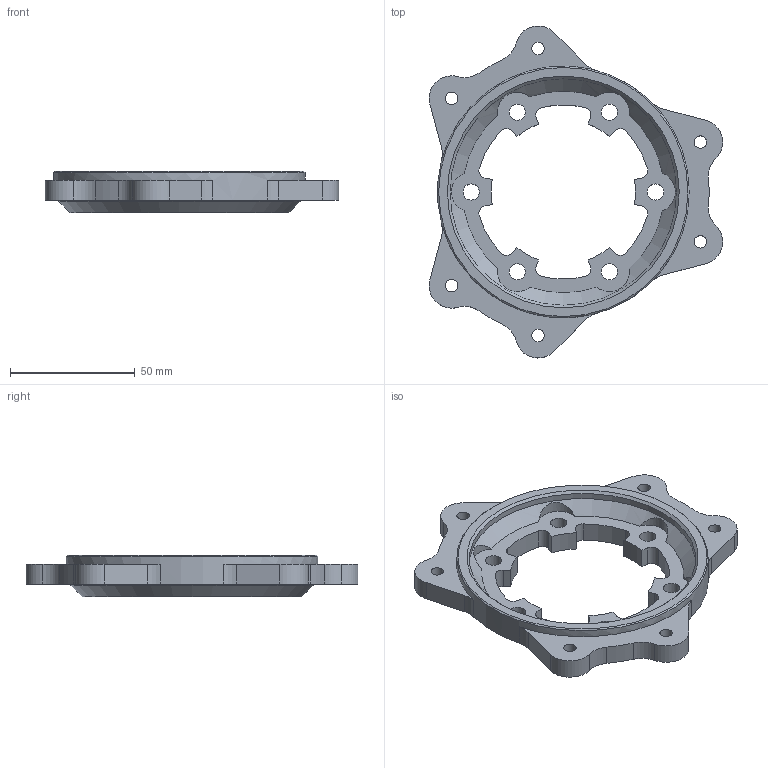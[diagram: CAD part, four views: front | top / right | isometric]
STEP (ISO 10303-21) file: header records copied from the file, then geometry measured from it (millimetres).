
FILE_DESCRIPTION(('STEP AP214'),'1');
FILE_NAME('Roue00008.step','2018-01-07T10:37:09',(' '),(' '),'Spatial InterOp 3D',' ',' ');
FILE_SCHEMA(('automotive_design'));
Length unit declared in the file: millimetre
Products named in the file (1): Adaptateur
Bounding box: 117.77 x 133.22 x 16.5 mm (x, y, z)
Volume: 63875.4 mm3; surface area: 23973.2 mm2
Topology: 1 solids, 1 shells, 95 faces, 280 edges, 189 vertices
Faces by surface type: cylinder 65, plane 25, cone 4, torus 1
Full cylindrical faces by diameter (mm): 5 x6, 6.5 x6, 91 x1, 101 x1
Entity records: 4052 total; most frequent: CARTESIAN_POINT 718, DIRECTION 574, ORIENTED_EDGE 496, EDGE_CURVE 248, AXIS2_PLACEMENT_3D 236, VERTEX_POINT 176, EDGE_LOOP 142, CIRCLE 140
